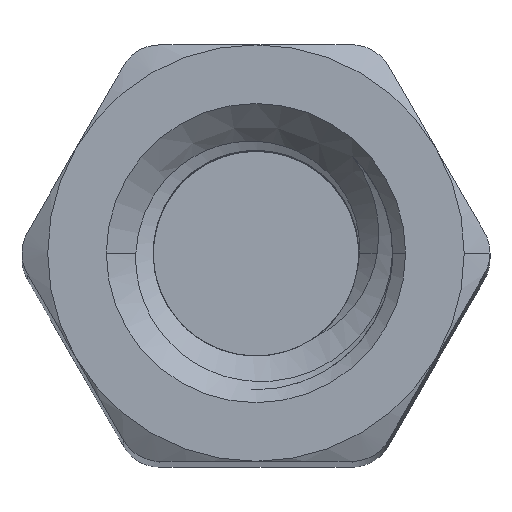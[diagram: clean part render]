
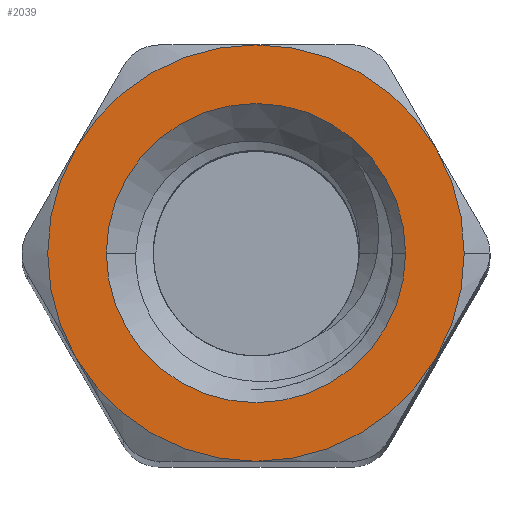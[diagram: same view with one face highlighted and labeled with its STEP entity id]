
A CAD part, top view. The second image highlights one B-rep face of the part: STEP entity #2039.
In plain terms, the highlighted planar face has unit normal (0, 0, 1).
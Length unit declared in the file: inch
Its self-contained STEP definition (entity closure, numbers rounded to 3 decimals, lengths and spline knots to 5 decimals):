
#73 = DIRECTION ( 'NONE',  ( 0., 0., 1. ) ) ;
#193 = DIRECTION ( 'NONE',  ( 1., 0., 0. ) ) ;
#293 = CIRCLE ( 'NONE', #5887, 0.08981 ) ;
#299 = AXIS2_PLACEMENT_3D ( 'NONE', #703, #3507, #6703 ) ;
#304 = DIRECTION ( 'NONE',  ( 1., 0., 0. ) ) ;
#611 = DIRECTION ( 'NONE',  ( 1., 0., 0. ) ) ;
#628 = FACE_OUTER_BOUND ( 'NONE', #1507, .T. ) ;
#667 = EDGE_CURVE ( 'NONE', #7010, #3431, #710, .T. ) ;
#676 = EDGE_CURVE ( 'NONE', #6027, #2607, #1470, .T. ) ;
#703 = CARTESIAN_POINT ( 'NONE',  ( 0., 0., 1. ) ) ;
#710 = CIRCLE ( 'NONE', #299, 0.125 ) ;
#761 = ORIENTED_EDGE ( 'NONE', *, *, #797, .T. ) ;
#797 = EDGE_CURVE ( 'NONE', #5678, #7010, #5857, .T. ) ;
#1107 = DIRECTION ( 'NONE',  ( 1., 0., 0. ) ) ;
#1169 = VERTEX_POINT ( 'NONE', #4225 ) ;
#1283 = VERTEX_POINT ( 'NONE', #1450 ) ;
#1295 = EDGE_CURVE ( 'NONE', #1169, #1283, #4380, .T. ) ;
#1297 = DIRECTION ( 'NONE',  ( 0., 0., 1. ) ) ;
#1328 = AXIS2_PLACEMENT_3D ( 'NONE', #4466, #4416, #5021 ) ;
#1441 = DIRECTION ( 'NONE',  ( 0., 1., 0. ) ) ;
#1450 = CARTESIAN_POINT ( 'NONE',  ( 0., 0.125, 1. ) ) ;
#1458 = EDGE_LOOP ( 'NONE', ( #2840, #5831 ) ) ;
#1470 = CIRCLE ( 'NONE', #3296, 0.08981 ) ;
#1507 = EDGE_LOOP ( 'NONE', ( #6045, #5166, #6608, #761, #6464, #3412, #4512 ) ) ;
#1511 = DIRECTION ( 'NONE',  ( 0., 0., -1. ) ) ;
#1914 = AXIS2_PLACEMENT_3D ( 'NONE', #3898, #73, #611 ) ;
#1936 = CARTESIAN_POINT ( 'NONE',  ( 0., 0., 1. ) ) ;
#1984 = CIRCLE ( 'NONE', #1914, 0.125 ) ;
#2015 = DIRECTION ( 'NONE',  ( 0., 0., 1. ) ) ;
#2039 = ADVANCED_FACE ( 'NONE', ( #2077, #628 ), #3710, .F. ) ;
#2077 = FACE_BOUND ( 'NONE', #1458, .T. ) ;
#2516 = CARTESIAN_POINT ( 'NONE',  ( -0.10825, 0.0625, 1. ) ) ;
#2607 = VERTEX_POINT ( 'NONE', #3153 ) ;
#2840 = ORIENTED_EDGE ( 'NONE', *, *, #6238, .F. ) ;
#2892 = CIRCLE ( 'NONE', #4731, 0.125 ) ;
#2937 = DIRECTION ( 'NONE',  ( 0., 0., 1. ) ) ;
#2960 = DIRECTION ( 'NONE',  ( 1., 0., 0. ) ) ;
#3065 = EDGE_CURVE ( 'NONE', #1283, #5478, #1984, .T. ) ;
#3153 = CARTESIAN_POINT ( 'NONE',  ( 0.08981, 0., 1. ) ) ;
#3217 = AXIS2_PLACEMENT_3D ( 'NONE', #1936, #2015, #304 ) ;
#3296 = AXIS2_PLACEMENT_3D ( 'NONE', #3459, #4011, #6248 ) ;
#3412 = ORIENTED_EDGE ( 'NONE', *, *, #5676, .T. ) ;
#3431 = VERTEX_POINT ( 'NONE', #5578 ) ;
#3459 = CARTESIAN_POINT ( 'NONE',  ( 0., 0., 1. ) ) ;
#3507 = DIRECTION ( 'NONE',  ( 0., 0., 1. ) ) ;
#3554 = EDGE_CURVE ( 'NONE', #4713, #1169, #2892, .T. ) ;
#3579 = AXIS2_PLACEMENT_3D ( 'NONE', #4537, #1297, #193 ) ;
#3710 = PLANE ( 'NONE',  #6710 ) ;
#3856 = CARTESIAN_POINT ( 'NONE',  ( -0.10825, -0.0625, 1. ) ) ;
#3898 = CARTESIAN_POINT ( 'NONE',  ( 0., 0., 1. ) ) ;
#4011 = DIRECTION ( 'NONE',  ( 0., 0., 1. ) ) ;
#4159 = CARTESIAN_POINT ( 'NONE',  ( 0., -0.125, 1. ) ) ;
#4193 = DIRECTION ( 'NONE',  ( 0., 0., 1. ) ) ;
#4225 = CARTESIAN_POINT ( 'NONE',  ( 0.10825, 0.0625, 1. ) ) ;
#4380 = CIRCLE ( 'NONE', #3217, 0.125 ) ;
#4411 = CARTESIAN_POINT ( 'NONE',  ( 0., 0., 1. ) ) ;
#4416 = DIRECTION ( 'NONE',  ( 0., 0., 1. ) ) ;
#4466 = CARTESIAN_POINT ( 'NONE',  ( 0., 0., 1. ) ) ;
#4512 = ORIENTED_EDGE ( 'NONE', *, *, #3554, .T. ) ;
#4537 = CARTESIAN_POINT ( 'NONE',  ( 0., 0., 1. ) ) ;
#4663 = EDGE_CURVE ( 'NONE', #5478, #5678, #6142, .T. ) ;
#4713 = VERTEX_POINT ( 'NONE', #5480 ) ;
#4731 = AXIS2_PLACEMENT_3D ( 'NONE', #6223, #2937, #2960 ) ;
#4810 = CARTESIAN_POINT ( 'NONE',  ( 0., 0., 1. ) ) ;
#5021 = DIRECTION ( 'NONE',  ( 1., 0., 0. ) ) ;
#5035 = CARTESIAN_POINT ( 'NONE',  ( -0.08981, 0., 1. ) ) ;
#5166 = ORIENTED_EDGE ( 'NONE', *, *, #3065, .T. ) ;
#5478 = VERTEX_POINT ( 'NONE', #2516 ) ;
#5480 = CARTESIAN_POINT ( 'NONE',  ( 0.125, 0., 1. ) ) ;
#5578 = CARTESIAN_POINT ( 'NONE',  ( 0.10825, -0.0625, 1. ) ) ;
#5676 = EDGE_CURVE ( 'NONE', #3431, #4713, #6911, .T. ) ;
#5678 = VERTEX_POINT ( 'NONE', #3856 ) ;
#5831 = ORIENTED_EDGE ( 'NONE', *, *, #676, .F. ) ;
#5857 = CIRCLE ( 'NONE', #3579, 0.125 ) ;
#5887 = AXIS2_PLACEMENT_3D ( 'NONE', #6907, #4193, #6854 ) ;
#6027 = VERTEX_POINT ( 'NONE', #5035 ) ;
#6045 = ORIENTED_EDGE ( 'NONE', *, *, #1295, .T. ) ;
#6054 = DIRECTION ( 'NONE',  ( 0., 0., 1. ) ) ;
#6142 = CIRCLE ( 'NONE', #7032, 0.125 ) ;
#6223 = CARTESIAN_POINT ( 'NONE',  ( 0., 0., 1. ) ) ;
#6238 = EDGE_CURVE ( 'NONE', #2607, #6027, #293, .T. ) ;
#6248 = DIRECTION ( 'NONE',  ( 1., 0., 0. ) ) ;
#6464 = ORIENTED_EDGE ( 'NONE', *, *, #667, .T. ) ;
#6608 = ORIENTED_EDGE ( 'NONE', *, *, #4663, .T. ) ;
#6703 = DIRECTION ( 'NONE',  ( 1., 0., 0. ) ) ;
#6710 = AXIS2_PLACEMENT_3D ( 'NONE', #4810, #1511, #1441 ) ;
#6854 = DIRECTION ( 'NONE',  ( 1., 0., 0. ) ) ;
#6907 = CARTESIAN_POINT ( 'NONE',  ( 0., 0., 1. ) ) ;
#6911 = CIRCLE ( 'NONE', #1328, 0.125 ) ;
#7010 = VERTEX_POINT ( 'NONE', #4159 ) ;
#7032 = AXIS2_PLACEMENT_3D ( 'NONE', #4411, #6054, #1107 ) ;
